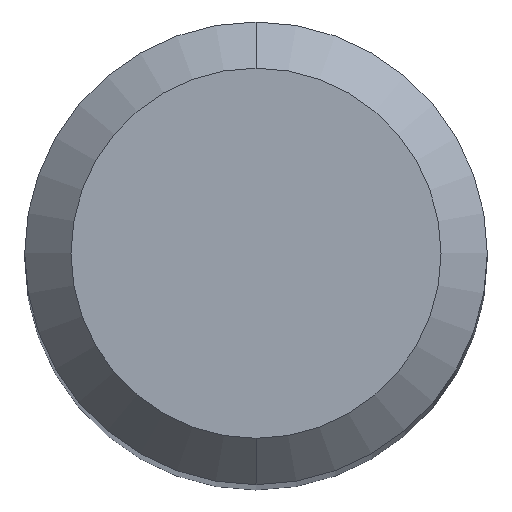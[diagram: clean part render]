
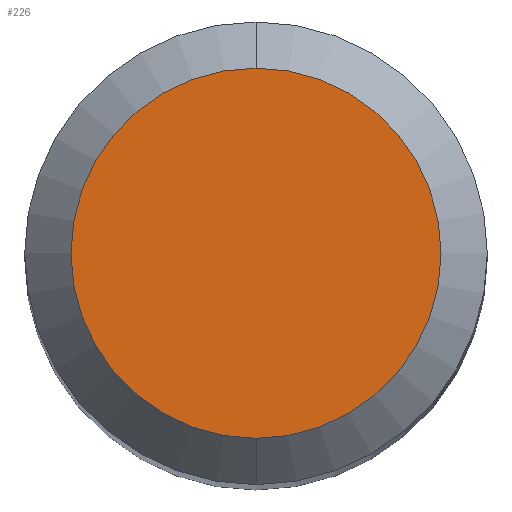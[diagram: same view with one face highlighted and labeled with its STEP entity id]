
A CAD part, top view. The second image highlights one B-rep face of the part: STEP entity #226.
In plain terms, the highlighted planar face has unit normal (0, 0, 1).
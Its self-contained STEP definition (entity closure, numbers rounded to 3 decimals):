
#9 = CARTESIAN_POINT ( 'NONE',  ( 0., 4., 72. ) ) ;
#10 = ORIENTED_EDGE ( 'NONE', *, *, #11, .F. ) ;
#11 = EDGE_CURVE ( 'NONE', #186, #243, #258, .T. ) ;
#33 = DIRECTION ( 'NONE',  ( 0., 0., -1. ) ) ;
#49 = DIRECTION ( 'NONE',  ( 0., 0., -1. ) ) ;
#104 = DIRECTION ( 'NONE',  ( 0., 1., 0. ) ) ;
#113 = DIRECTION ( 'NONE',  ( 0., 1., 0. ) ) ;
#130 = CARTESIAN_POINT ( 'NONE',  ( 0., 0., 72. ) ) ;
#145 = AXIS2_PLACEMENT_3D ( 'NONE', #180, #161, #159 ) ;
#151 = CIRCLE ( 'NONE', #145, 4. ) ;
#159 = DIRECTION ( 'NONE',  ( 0., 1., 0. ) ) ;
#161 = DIRECTION ( 'NONE',  ( 0., 0., -1. ) ) ;
#178 = PLANE ( 'NONE',  #182 ) ;
#180 = CARTESIAN_POINT ( 'NONE',  ( 0., 0., 72. ) ) ;
#182 = AXIS2_PLACEMENT_3D ( 'NONE', #222, #33, #113 ) ;
#186 = VERTEX_POINT ( 'NONE', #9 ) ;
#192 = AXIS2_PLACEMENT_3D ( 'NONE', #130, #49, #104 ) ;
#206 = EDGE_CURVE ( 'NONE', #243, #186, #151, .T. ) ;
#209 = EDGE_LOOP ( 'NONE', ( #10, #264 ) ) ;
#222 = CARTESIAN_POINT ( 'NONE',  ( 0., 0., 72. ) ) ;
#226 = ADVANCED_FACE ( 'NONE', ( #246 ), #178, .F. ) ;
#243 = VERTEX_POINT ( 'NONE', #244 ) ;
#244 = CARTESIAN_POINT ( 'NONE',  ( 0., -4., 72. ) ) ;
#246 = FACE_OUTER_BOUND ( 'NONE', #209, .T. ) ;
#258 = CIRCLE ( 'NONE', #192, 4. ) ;
#264 = ORIENTED_EDGE ( 'NONE', *, *, #206, .F. ) ;
